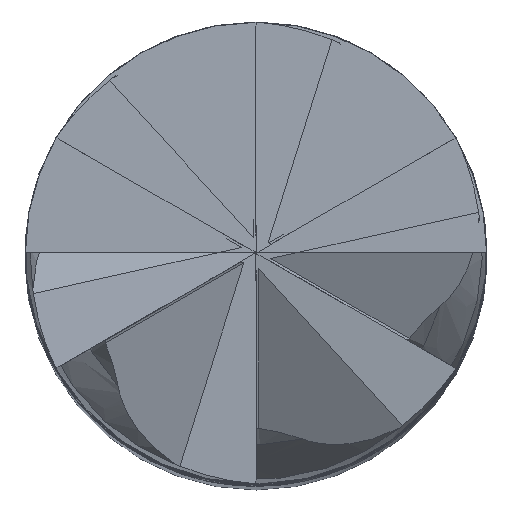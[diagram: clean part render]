
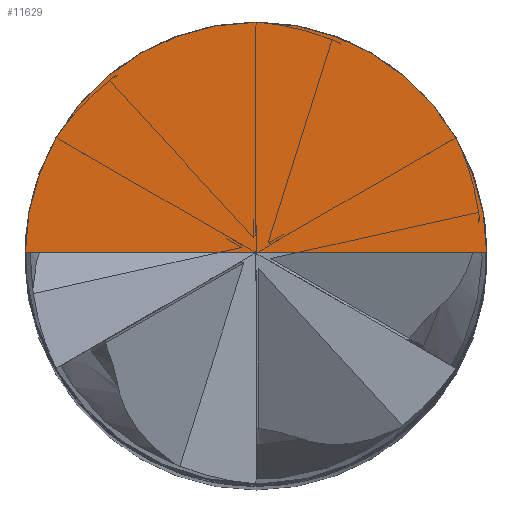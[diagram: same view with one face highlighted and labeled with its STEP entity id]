
A CAD part, top view. The second image highlights one B-rep face of the part: STEP entity #11629.
In plain terms, the highlighted planar face has unit normal (0, 0, 1).
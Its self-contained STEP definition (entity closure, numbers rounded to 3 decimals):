
#11555=DIRECTION('',(-1.,0.,0.));
#11556=VECTOR('',#11555,11.98);
#11557=CARTESIAN_POINT('',(5.99,0.,93.));
#11558=LINE('',#11557,#11556);
#11559=CARTESIAN_POINT('',(0.,0.,93.));
#11560=DIRECTION('',(0.,0.,1.));
#11561=DIRECTION('',(1.,0.,0.));
#11562=AXIS2_PLACEMENT_3D('',#11559,#11560,#11561);
#11602=CARTESIAN_POINT('',(5.99,0.,93.));
#11603=CARTESIAN_POINT('',(-5.99,0.,93.));
#11604=VERTEX_POINT('',#11602);
#11605=VERTEX_POINT('',#11603);
#11618=CARTESIAN_POINT('',(0.,0.,93.));
#11619=DIRECTION('',(0.,0.,1.));
#11620=DIRECTION('',(-0.912,-0.411,0.));
#11621=AXIS2_PLACEMENT_3D('',#11618,#11619,#11620);
#11622=PLANE('',#11621);
#11624=ORIENTED_EDGE('',*,*,#11623,.T.);
#11626=ORIENTED_EDGE('',*,*,#11625,.F.);
#11627=EDGE_LOOP('',(#11624,#11626));
#11628=FACE_OUTER_BOUND('',#11627,.F.);
#11563=CIRCLE('',#11562,5.99);
#11623=EDGE_CURVE('',#11604,#11605,#11558,.T.);
#11625=EDGE_CURVE('',#11604,#11605,#11563,.T.);
#11629=ADVANCED_FACE('',(#11628),#11622,.T.);
